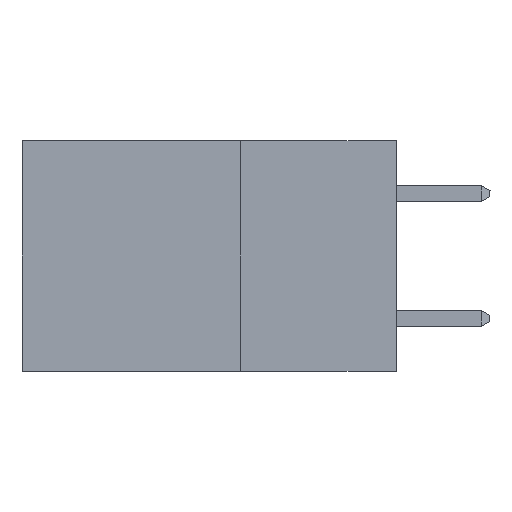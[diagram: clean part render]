
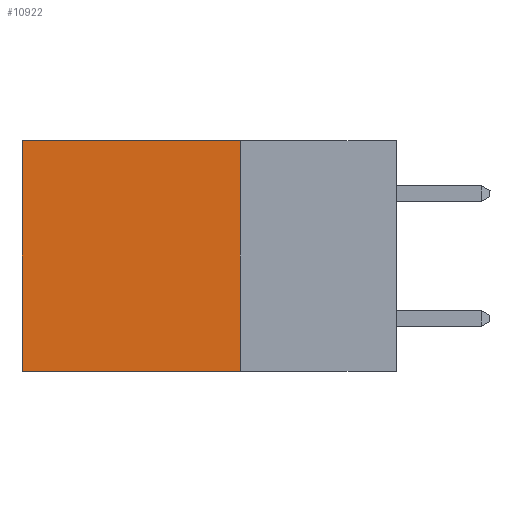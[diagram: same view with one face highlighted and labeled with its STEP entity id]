
A CAD part, left-side view. The second image highlights one B-rep face of the part: STEP entity #10922.
In plain terms, the highlighted planar face has unit normal (-1, 0, 0).
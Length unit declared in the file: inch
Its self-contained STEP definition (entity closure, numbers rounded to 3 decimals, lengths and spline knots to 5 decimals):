
#50 = DIRECTION ( 'NONE',  ( 0., 0., -1. ) ) ;
#297 = CARTESIAN_POINT ( 'NONE',  ( 0.298, 0.25, 0. ) ) ;
#1131 = DIRECTION ( 'NONE',  ( 0., 1., 0. ) ) ;
#2184 = ORIENTED_EDGE ( 'NONE', *, *, #7154, .T. ) ;
#2349 = EDGE_CURVE ( 'NONE', #19760, #20368, #14443, .T. ) ;
#2380 = CARTESIAN_POINT ( 'NONE',  ( 0.298, 0.6, 0. ) ) ;
#2847 = DIRECTION ( 'NONE',  ( 1., 0., 0. ) ) ;
#4039 = VECTOR ( 'NONE', #1131, 39.37008 ) ;
#4313 = PLANE ( 'NONE',  #6808 ) ;
#4355 = VERTEX_POINT ( 'NONE', #2380 ) ;
#5213 = CARTESIAN_POINT ( 'NONE',  ( 0.298, 0.25, -0.37 ) ) ;
#5215 = ORIENTED_EDGE ( 'NONE', *, *, #2349, .F. ) ;
#6128 = CARTESIAN_POINT ( 'NONE',  ( 0.298, 0.25, -0.37 ) ) ;
#6330 = VECTOR ( 'NONE', #50, 39.37008 ) ;
#6486 = CARTESIAN_POINT ( 'NONE',  ( 0.298, 0.25, 0. ) ) ;
#6780 = VECTOR ( 'NONE', #10222, 39.37008 ) ;
#6808 = AXIS2_PLACEMENT_3D ( 'NONE', #297, #2847, #8783 ) ;
#7154 = EDGE_CURVE ( 'NONE', #11647, #4355, #11712, .T. ) ;
#8574 = FACE_OUTER_BOUND ( 'NONE', #10228, .T. ) ;
#8662 = DIRECTION ( 'NONE',  ( 0., 1., 0. ) ) ;
#8783 = DIRECTION ( 'NONE',  ( 0., 0., -1. ) ) ;
#10222 = DIRECTION ( 'NONE',  ( 0., 0., -1. ) ) ;
#10228 = EDGE_LOOP ( 'NONE', ( #20311, #5215, #19126, #2184 ) ) ;
#10922 = ADVANCED_FACE ( 'NONE', ( #8574 ), #4313, .F. ) ;
#11647 = VERTEX_POINT ( 'NONE', #25295 ) ;
#11712 = LINE ( 'NONE', #6486, #18036 ) ;
#14158 = CARTESIAN_POINT ( 'NONE',  ( 0.298, 0.6, 0. ) ) ;
#14443 = LINE ( 'NONE', #5213, #4039 ) ;
#17175 = EDGE_CURVE ( 'NONE', #4355, #20368, #23348, .T. ) ;
#17458 = CARTESIAN_POINT ( 'NONE',  ( 0.298, 0.6, -0.37 ) ) ;
#18036 = VECTOR ( 'NONE', #8662, 39.37008 ) ;
#18216 = LINE ( 'NONE', #21357, #6330 ) ;
#19126 = ORIENTED_EDGE ( 'NONE', *, *, #20324, .F. ) ;
#19760 = VERTEX_POINT ( 'NONE', #6128 ) ;
#20311 = ORIENTED_EDGE ( 'NONE', *, *, #17175, .T. ) ;
#20324 = EDGE_CURVE ( 'NONE', #11647, #19760, #18216, .T. ) ;
#20368 = VERTEX_POINT ( 'NONE', #17458 ) ;
#21357 = CARTESIAN_POINT ( 'NONE',  ( 0.298, 0.25, 0. ) ) ;
#23348 = LINE ( 'NONE', #14158, #6780 ) ;
#25295 = CARTESIAN_POINT ( 'NONE',  ( 0.298, 0.25, 0. ) ) ;
